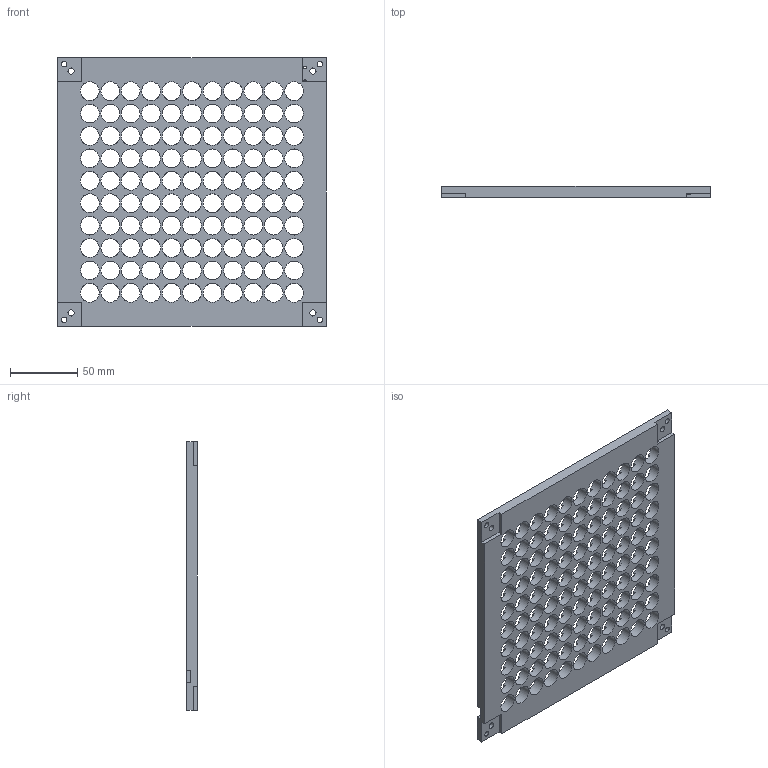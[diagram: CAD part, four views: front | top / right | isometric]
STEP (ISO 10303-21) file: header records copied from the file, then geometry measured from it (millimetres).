
FILE_DESCRIPTION(/* description */ (''),/* implementation_level */ '2;1');
FILE_NAME(/* name */ 'Abschirmung LED''s.stp',/* time_stamp */ '2023-06-13T08:52:42+02:00',/* author */ ('ARausch'),/* organization */ (''),/* preprocessor_version */ 'ST-DEVELOPER v18.1',/* originating_system */ 'Autodesk Inventor 2021',/* authorisation */ '');
FILE_SCHEMA (('AUTOMOTIVE_DESIGN { 1 0 10303 214 3 1 1 }'));
Length unit declared in the file: millimetre
Products named in the file (1): Abschirmung LED's
Bounding box: 200 x 8 x 200 mm (x, y, z)
Volume: 172195 mm3; surface area: 93761.5 mm2
Topology: 1 solids, 1 shells, 646 faces, 2079 edges, 1386 vertices
Faces by surface type: plane 436, cylinder 210
Full cylindrical faces by diameter (mm): 0.8 x2, 1 x17, 2 x6, 3.5 x2, 4 x4, 4.5 x4, 14 x110
Entity records: 23768 total; most frequent: DIRECTION 4217, ORIENTED_EDGE 4158, CARTESIAN_POINT 4112, EDGE_CURVE 2079, AXIS2_PLACEMENT_3D 1491, VERTEX_POINT 1386, LINE 1235, VECTOR 1235
